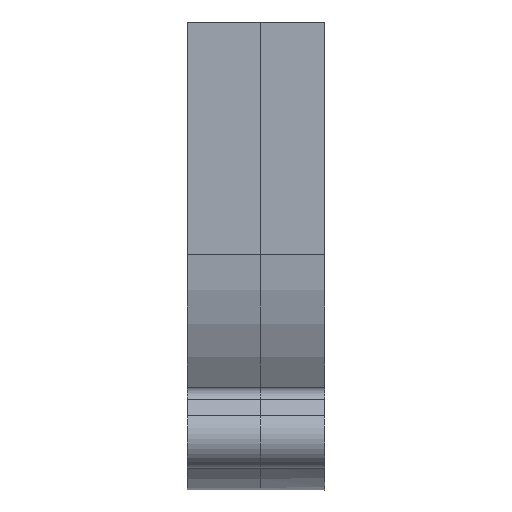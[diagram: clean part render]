
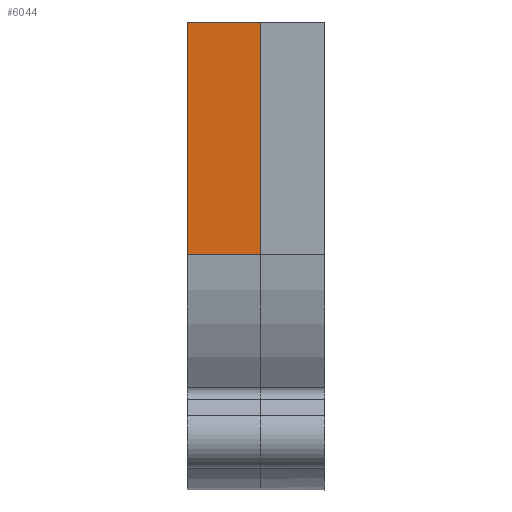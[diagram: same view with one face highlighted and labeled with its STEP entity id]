
A CAD part, left-side view. The second image highlights one B-rep face of the part: STEP entity #6044.
In plain terms, the highlighted planar face has unit normal (-1, 0, 0).
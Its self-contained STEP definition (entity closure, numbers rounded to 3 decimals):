
#124=PLANE('',#6782);
#524=FACE_OUTER_BOUND('',#876,.T.);
#876=EDGE_LOOP('',(#4968,#4969,#4970,#4971));
#1198=LINE('',#10700,#1576);
#1200=LINE('',#10704,#1578);
#1201=LINE('',#10706,#1579);
#1202=LINE('',#10707,#1580);
#1576=VECTOR('',#8401,1000.);
#1578=VECTOR('',#8405,1000.);
#1579=VECTOR('',#8406,1000.);
#1580=VECTOR('',#8407,1000.);
#2653=VERTEX_POINT('',#10697);
#2654=VERTEX_POINT('',#10699);
#2655=VERTEX_POINT('',#10703);
#2656=VERTEX_POINT('',#10705);
#3474=EDGE_CURVE('',#2654,#2653,#1198,.T.);
#3476=EDGE_CURVE('',#2655,#2653,#1200,.T.);
#3477=EDGE_CURVE('',#2656,#2655,#1201,.T.);
#3478=EDGE_CURVE('',#2656,#2654,#1202,.T.);
#4968=ORIENTED_EDGE('',*,*,#3476,.F.);
#4969=ORIENTED_EDGE('',*,*,#3477,.F.);
#4970=ORIENTED_EDGE('',*,*,#3478,.T.);
#4971=ORIENTED_EDGE('',*,*,#3474,.T.);
#6044=ADVANCED_FACE('',(#524),#124,.T.);
#6782=AXIS2_PLACEMENT_3D('',#10702,#8403,#8404);
#8401=DIRECTION('',(0.,1.,0.));
#8403=DIRECTION('center_axis',(-1.,0.,0.));
#8404=DIRECTION('ref_axis',(0.,0.,1.));
#8405=DIRECTION('',(0.,0.,1.));
#8406=DIRECTION('',(0.,1.,0.));
#8407=DIRECTION('',(0.,0.,1.));
#10697=CARTESIAN_POINT('',(-27.5,15.,25.4));
#10699=CARTESIAN_POINT('',(-27.5,7.,25.4));
#10700=CARTESIAN_POINT('',(-27.5,7.,25.4));
#10702=CARTESIAN_POINT('Origin',(-27.5,7.,25.4));
#10703=CARTESIAN_POINT('',(-27.5,15.,0.));
#10704=CARTESIAN_POINT('',(-27.5,15.,25.4));
#10705=CARTESIAN_POINT('',(-27.5,7.,0.));
#10706=CARTESIAN_POINT('',(-27.5,7.,0.));
#10707=CARTESIAN_POINT('',(-27.5,7.,25.4));
